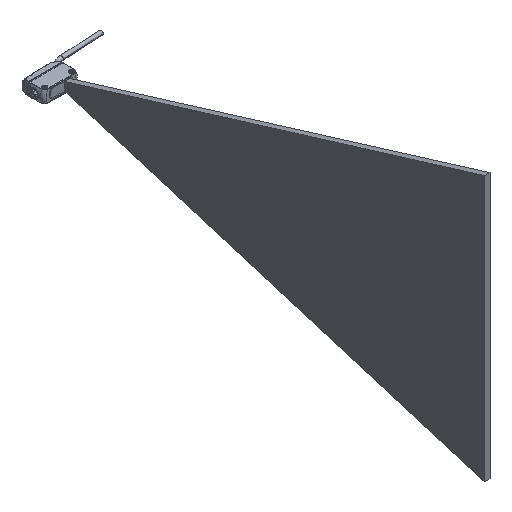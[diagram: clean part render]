
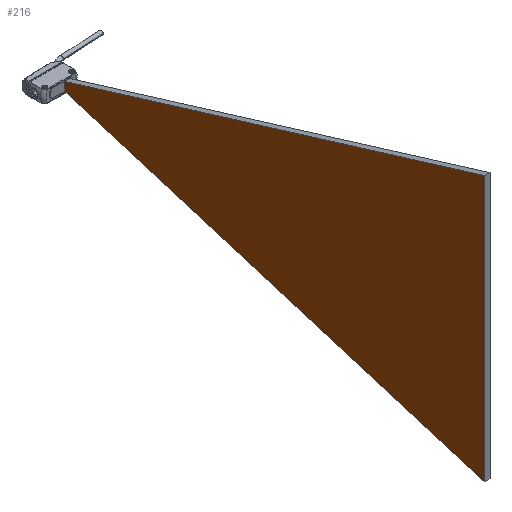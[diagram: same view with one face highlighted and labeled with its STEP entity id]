
A CAD part, isometric view. The second image highlights one B-rep face of the part: STEP entity #216.
In plain terms, the highlighted planar face has unit normal (-1, 0, 0).
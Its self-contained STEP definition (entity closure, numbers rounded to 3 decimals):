
#5=DIRECTION('',(0.,0.,-1.));
#6=VECTOR('',#5,252.585);
#7=CARTESIAN_POINT('',(3.4,-410.9,126.292));
#8=LINE('',#7,#6);
#25=DIRECTION('',(0.,0.,1.));
#26=VECTOR('',#25,8.);
#27=CARTESIAN_POINT('',(3.4,-10.9,-4.));
#28=LINE('',#27,#26);
#29=DIRECTION('',(0.,-0.956,0.292));
#30=VECTOR('',#29,418.277);
#31=CARTESIAN_POINT('',(3.4,-10.9,4.));
#32=LINE('',#31,#30);
#37=DIRECTION('',(0.,-0.956,-0.292));
#38=VECTOR('',#37,418.277);
#39=CARTESIAN_POINT('',(3.4,-10.9,-4.));
#40=LINE('',#39,#38);
#155=CARTESIAN_POINT('',(3.4,-10.9,-4.));
#157=VERTEX_POINT('',#155);
#161=CARTESIAN_POINT('',(3.4,-10.9,4.));
#162=VERTEX_POINT('',#161);
#163=CARTESIAN_POINT('',(3.4,-410.9,-126.292));
#165=VERTEX_POINT('',#163);
#169=CARTESIAN_POINT('',(3.4,-410.9,126.292));
#170=VERTEX_POINT('',#169);
#202=CARTESIAN_POINT('',(3.4,-10.9,4.));
#203=DIRECTION('',(-1.,0.,0.));
#204=DIRECTION('',(0.,0.,-1.));
#205=AXIS2_PLACEMENT_3D('',#202,#203,#204);
#206=PLANE('',#205);
#208=ORIENTED_EDGE('',*,*,#207,.T.);
#210=ORIENTED_EDGE('',*,*,#209,.T.);
#211=ORIENTED_EDGE('',*,*,#178,.T.);
#213=ORIENTED_EDGE('',*,*,#212,.F.);
#214=EDGE_LOOP('',(#208,#210,#211,#213));
#215=FACE_OUTER_BOUND('',#214,.F.);
#216=ADVANCED_FACE('',(#215),#206,.T.);
#178=EDGE_CURVE('',#170,#165,#8,.T.);
#207=EDGE_CURVE('',#157,#162,#28,.T.);
#209=EDGE_CURVE('',#162,#170,#32,.T.);
#212=EDGE_CURVE('',#157,#165,#40,.T.);
